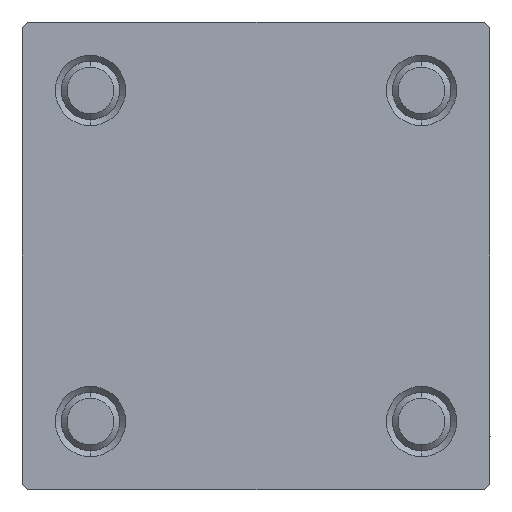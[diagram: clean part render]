
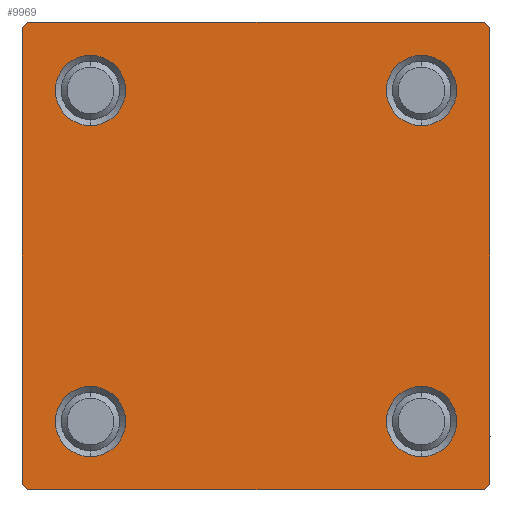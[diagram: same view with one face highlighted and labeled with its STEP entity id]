
A CAD part, left-side view. The second image highlights one B-rep face of the part: STEP entity #9969.
In plain terms, the highlighted planar face has unit normal (-1, 0, 0).
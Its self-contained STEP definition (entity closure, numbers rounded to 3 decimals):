
#472 = CIRCLE ( 'NONE', #30210, 3. ) ;
#1263 = DIRECTION ( 'NONE',  ( 1., 0., 0. ) ) ;
#1359 = PLANE ( 'NONE',  #15388 ) ;
#1763 = CARTESIAN_POINT ( 'NONE',  ( 0., 20., -20. ) ) ;
#1876 = EDGE_CURVE ( 'NONE', #25044, #48350, #8175, .T. ) ;
#2381 = CARTESIAN_POINT ( 'NONE',  ( 0., 20., -19.5 ) ) ;
#2506 = EDGE_CURVE ( 'NONE', #22956, #25245, #5545, .T. ) ;
#2562 = DIRECTION ( 'NONE',  ( 0., 0., 1. ) ) ;
#4181 = CARTESIAN_POINT ( 'NONE',  ( 0., -14.15, 17.15 ) ) ;
#4261 = VERTEX_POINT ( 'NONE', #24856 ) ;
#4646 = EDGE_CURVE ( 'NONE', #37364, #31949, #29011, .T. ) ;
#4897 = EDGE_LOOP ( 'NONE', ( #13603, #30546 ) ) ;
#5126 = FACE_BOUND ( 'NONE', #4897, .T. ) ;
#5545 = CIRCLE ( 'NONE', #26418, 3. ) ;
#5655 = CARTESIAN_POINT ( 'NONE',  ( 0., 14.15, -14.15 ) ) ;
#6029 = AXIS2_PLACEMENT_3D ( 'NONE', #48785, #10268, #6997 ) ;
#6040 = EDGE_CURVE ( 'NONE', #45025, #37364, #34579, .T. ) ;
#6231 = AXIS2_PLACEMENT_3D ( 'NONE', #43538, #1263, #20624 ) ;
#6997 = DIRECTION ( 'NONE',  ( 0., 0., 1. ) ) ;
#7089 = DIRECTION ( 'NONE',  ( 1., 0., 0. ) ) ;
#7690 = VECTOR ( 'NONE', #19881, 1000. ) ;
#7691 = LINE ( 'NONE', #38134, #15605 ) ;
#8175 = LINE ( 'NONE', #19739, #48928 ) ;
#8579 = DIRECTION ( 'NONE',  ( 1., 0., 0. ) ) ;
#9060 = LINE ( 'NONE', #35241, #7690 ) ;
#9399 = DIRECTION ( 'NONE',  ( 0., 0., 1. ) ) ;
#9612 = CIRCLE ( 'NONE', #48206, 3. ) ;
#9859 = CARTESIAN_POINT ( 'NONE',  ( 0., 14.15, -11.15 ) ) ;
#9879 = DIRECTION ( 'NONE',  ( 0., 0., -1. ) ) ;
#9969 = ADVANCED_FACE ( 'NONE', ( #13163, #5126, #20469, #32058, #35833 ), #1359, .T. ) ;
#10268 = DIRECTION ( 'NONE',  ( 1., 0., 0. ) ) ;
#13163 = FACE_BOUND ( 'NONE', #48729, .T. ) ;
#13577 = DIRECTION ( 'NONE',  ( 0., -1., 0. ) ) ;
#13603 = ORIENTED_EDGE ( 'NONE', *, *, #15383, .T. ) ;
#14158 = EDGE_CURVE ( 'NONE', #27609, #48350, #41445, .T. ) ;
#14784 = ORIENTED_EDGE ( 'NONE', *, *, #27399, .F. ) ;
#15383 = EDGE_CURVE ( 'NONE', #25245, #22956, #9612, .T. ) ;
#15388 = AXIS2_PLACEMENT_3D ( 'NONE', #16694, #43630, #9399 ) ;
#15605 = VECTOR ( 'NONE', #23036, 1000. ) ;
#16037 = ORIENTED_EDGE ( 'NONE', *, *, #6040, .T. ) ;
#16432 = CARTESIAN_POINT ( 'NONE',  ( 0., -14.15, -14.15 ) ) ;
#16694 = CARTESIAN_POINT ( 'NONE',  ( 0., 0., 0. ) ) ;
#17171 = DIRECTION ( 'NONE',  ( 1., 0., 0. ) ) ;
#17472 = DIRECTION ( 'NONE',  ( 1., 0., 0. ) ) ;
#17876 = ORIENTED_EDGE ( 'NONE', *, *, #44736, .T. ) ;
#17945 = CARTESIAN_POINT ( 'NONE',  ( 0., 20., 20. ) ) ;
#17961 = DIRECTION ( 'NONE',  ( 0., 0., 1. ) ) ;
#18042 = CARTESIAN_POINT ( 'NONE',  ( 0., -14.15, -11.15 ) ) ;
#18149 = ORIENTED_EDGE ( 'NONE', *, *, #4646, .T. ) ;
#18474 = DIRECTION ( 'NONE',  ( 0., 0.707, -0.707 ) ) ;
#19041 = DIRECTION ( 'NONE',  ( 0., 0., -1. ) ) ;
#19370 = DIRECTION ( 'NONE',  ( 1., 0., 0. ) ) ;
#19430 = CARTESIAN_POINT ( 'NONE',  ( 0., -20., -19.5 ) ) ;
#19739 = CARTESIAN_POINT ( 'NONE',  ( 0., -19.75, -19.75 ) ) ;
#19881 = DIRECTION ( 'NONE',  ( 0., 0.707, 0.707 ) ) ;
#20234 = EDGE_LOOP ( 'NONE', ( #35473, #44910 ) ) ;
#20469 = FACE_BOUND ( 'NONE', #20234, .T. ) ;
#20624 = DIRECTION ( 'NONE',  ( 0., 0., 1. ) ) ;
#20999 = CARTESIAN_POINT ( 'NONE',  ( 0., 14.15, 11.15 ) ) ;
#21063 = ORIENTED_EDGE ( 'NONE', *, *, #45870, .T. ) ;
#21240 = VECTOR ( 'NONE', #45394, 1000. ) ;
#22322 = AXIS2_PLACEMENT_3D ( 'NONE', #27687, #8579, #38774 ) ;
#22621 = CARTESIAN_POINT ( 'NONE',  ( 0., -19.5, 20. ) ) ;
#22685 = CARTESIAN_POINT ( 'NONE',  ( 0., 14.15, 14.15 ) ) ;
#22866 = CARTESIAN_POINT ( 'NONE',  ( 0., 19.5, -20. ) ) ;
#22956 = VERTEX_POINT ( 'NONE', #25888 ) ;
#22962 = EDGE_LOOP ( 'NONE', ( #18149, #30450, #31934, #41486, #25929, #35774, #14784, #16037 ) ) ;
#23036 = DIRECTION ( 'NONE',  ( 0., -0.707, -0.707 ) ) ;
#23376 = CARTESIAN_POINT ( 'NONE',  ( 0., -19.5, -20. ) ) ;
#23400 = CARTESIAN_POINT ( 'NONE',  ( 0., -14.15, -14.15 ) ) ;
#24856 = CARTESIAN_POINT ( 'NONE',  ( 0., 14.15, -17.15 ) ) ;
#25044 = VERTEX_POINT ( 'NONE', #23376 ) ;
#25245 = VERTEX_POINT ( 'NONE', #18042 ) ;
#25888 = CARTESIAN_POINT ( 'NONE',  ( 0., -14.15, -17.15 ) ) ;
#25929 = ORIENTED_EDGE ( 'NONE', *, *, #14158, .F. ) ;
#26418 = AXIS2_PLACEMENT_3D ( 'NONE', #23400, #19370, #34722 ) ;
#26901 = AXIS2_PLACEMENT_3D ( 'NONE', #33729, #49098, #44564 ) ;
#27246 = EDGE_CURVE ( 'NONE', #31949, #29895, #7691, .T. ) ;
#27399 = EDGE_CURVE ( 'NONE', #45025, #29887, #41608, .T. ) ;
#27608 = CARTESIAN_POINT ( 'NONE',  ( 0., 20., 19.5 ) ) ;
#27609 = VERTEX_POINT ( 'NONE', #46640 ) ;
#27687 = CARTESIAN_POINT ( 'NONE',  ( 0., -14.15, 14.15 ) ) ;
#27758 = AXIS2_PLACEMENT_3D ( 'NONE', #5655, #17472, #17961 ) ;
#27814 = ORIENTED_EDGE ( 'NONE', *, *, #38503, .T. ) ;
#29011 = LINE ( 'NONE', #44374, #37772 ) ;
#29887 = VERTEX_POINT ( 'NONE', #22621 ) ;
#29895 = VERTEX_POINT ( 'NONE', #22866 ) ;
#30210 = AXIS2_PLACEMENT_3D ( 'NONE', #22685, #7089, #2562 ) ;
#30450 = ORIENTED_EDGE ( 'NONE', *, *, #27246, .T. ) ;
#30546 = ORIENTED_EDGE ( 'NONE', *, *, #2506, .T. ) ;
#30585 = VERTEX_POINT ( 'NONE', #9859 ) ;
#31681 = VERTEX_POINT ( 'NONE', #4181 ) ;
#31934 = ORIENTED_EDGE ( 'NONE', *, *, #40873, .T. ) ;
#31949 = VERTEX_POINT ( 'NONE', #2381 ) ;
#32058 = FACE_BOUND ( 'NONE', #49655, .T. ) ;
#32537 = DIRECTION ( 'NONE',  ( 0., 0., 1. ) ) ;
#32538 = CIRCLE ( 'NONE', #26901, 3. ) ;
#33729 = CARTESIAN_POINT ( 'NONE',  ( 0., 14.15, -14.15 ) ) ;
#33782 = VECTOR ( 'NONE', #18474, 1000. ) ;
#34579 = LINE ( 'NONE', #38361, #33782 ) ;
#34722 = DIRECTION ( 'NONE',  ( 0., 0., 1. ) ) ;
#34735 = ORIENTED_EDGE ( 'NONE', *, *, #39288, .T. ) ;
#34765 = VERTEX_POINT ( 'NONE', #20999 ) ;
#35241 = CARTESIAN_POINT ( 'NONE',  ( 0., -19.75, 19.75 ) ) ;
#35473 = ORIENTED_EDGE ( 'NONE', *, *, #45570, .T. ) ;
#35625 = VERTEX_POINT ( 'NONE', #40696 ) ;
#35774 = ORIENTED_EDGE ( 'NONE', *, *, #43543, .T. ) ;
#35833 = FACE_OUTER_BOUND ( 'NONE', #22962, .T. ) ;
#37364 = VERTEX_POINT ( 'NONE', #27608 ) ;
#37772 = VECTOR ( 'NONE', #9879, 1000. ) ;
#38134 = CARTESIAN_POINT ( 'NONE',  ( 0., 19.75, -19.75 ) ) ;
#38361 = CARTESIAN_POINT ( 'NONE',  ( 0., 19.75, 19.75 ) ) ;
#38454 = VECTOR ( 'NONE', #13577, 1000. ) ;
#38503 = EDGE_CURVE ( 'NONE', #42236, #31681, #44821, .T. ) ;
#38774 = DIRECTION ( 'NONE',  ( 0., 0., 1. ) ) ;
#38867 = DIRECTION ( 'NONE',  ( 0., -0.707, 0.707 ) ) ;
#39288 = EDGE_CURVE ( 'NONE', #31681, #42236, #41614, .T. ) ;
#39323 = VECTOR ( 'NONE', #19041, 1000. ) ;
#39517 = CARTESIAN_POINT ( 'NONE',  ( 0., 19.5, 20. ) ) ;
#39830 = CIRCLE ( 'NONE', #27758, 3. ) ;
#40696 = CARTESIAN_POINT ( 'NONE',  ( 0., 14.15, 17.15 ) ) ;
#40873 = EDGE_CURVE ( 'NONE', #29895, #25044, #43057, .T. ) ;
#41445 = LINE ( 'NONE', #41697, #39323 ) ;
#41486 = ORIENTED_EDGE ( 'NONE', *, *, #1876, .T. ) ;
#41608 = LINE ( 'NONE', #17945, #21240 ) ;
#41614 = CIRCLE ( 'NONE', #22322, 3. ) ;
#41697 = CARTESIAN_POINT ( 'NONE',  ( 0., -20., 20. ) ) ;
#42236 = VERTEX_POINT ( 'NONE', #47615 ) ;
#43057 = LINE ( 'NONE', #1763, #38454 ) ;
#43538 = CARTESIAN_POINT ( 'NONE',  ( 0., -14.15, 14.15 ) ) ;
#43543 = EDGE_CURVE ( 'NONE', #27609, #29887, #9060, .T. ) ;
#43630 = DIRECTION ( 'NONE',  ( -1., 0., 0. ) ) ;
#44308 = EDGE_CURVE ( 'NONE', #4261, #30585, #39830, .T. ) ;
#44374 = CARTESIAN_POINT ( 'NONE',  ( 0., 20., 20. ) ) ;
#44564 = DIRECTION ( 'NONE',  ( 0., 0., 1. ) ) ;
#44736 = EDGE_CURVE ( 'NONE', #34765, #35625, #472, .T. ) ;
#44821 = CIRCLE ( 'NONE', #6231, 3. ) ;
#44910 = ORIENTED_EDGE ( 'NONE', *, *, #44308, .T. ) ;
#45025 = VERTEX_POINT ( 'NONE', #39517 ) ;
#45394 = DIRECTION ( 'NONE',  ( 0., -1., 0. ) ) ;
#45570 = EDGE_CURVE ( 'NONE', #30585, #4261, #32538, .T. ) ;
#45870 = EDGE_CURVE ( 'NONE', #35625, #34765, #49446, .T. ) ;
#46640 = CARTESIAN_POINT ( 'NONE',  ( 0., -20., 19.5 ) ) ;
#47615 = CARTESIAN_POINT ( 'NONE',  ( 0., -14.15, 11.15 ) ) ;
#48206 = AXIS2_PLACEMENT_3D ( 'NONE', #16432, #17171, #32537 ) ;
#48350 = VERTEX_POINT ( 'NONE', #19430 ) ;
#48729 = EDGE_LOOP ( 'NONE', ( #34735, #27814 ) ) ;
#48785 = CARTESIAN_POINT ( 'NONE',  ( 0., 14.15, 14.15 ) ) ;
#48928 = VECTOR ( 'NONE', #38867, 1000. ) ;
#49098 = DIRECTION ( 'NONE',  ( 1., 0., 0. ) ) ;
#49446 = CIRCLE ( 'NONE', #6029, 3. ) ;
#49655 = EDGE_LOOP ( 'NONE', ( #21063, #17876 ) ) ;
